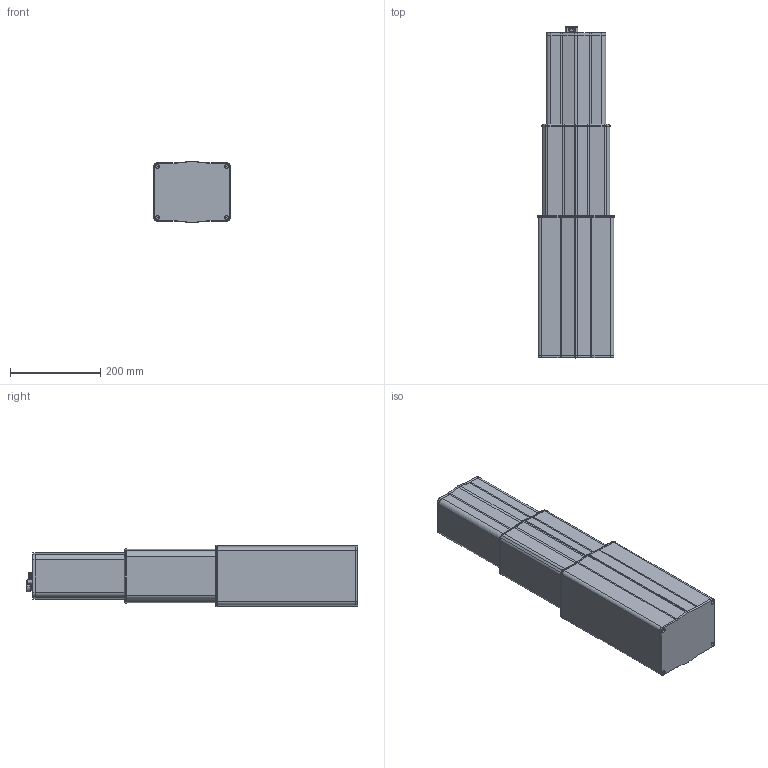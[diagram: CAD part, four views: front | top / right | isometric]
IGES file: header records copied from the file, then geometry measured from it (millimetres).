
Start section: SolidWorks IGES file using analytic representation for surfaces
Global section: file name: DC20.IGS; native system: SolidWorks 2018; preprocessor: SolidWorks 2018; author: CKuhn; date: 191015.085658; units: millimetre
Bounding box: 169.34 x 735.7 x 136.02 mm (x, y, z)
Surface area: 625322.5 mm2 (no closed solid volume)
Topology: 0 solids, 0 shells, 730 faces, 6453 edges, 6447 vertices
Faces by surface type: bspline 396, revolution 334
